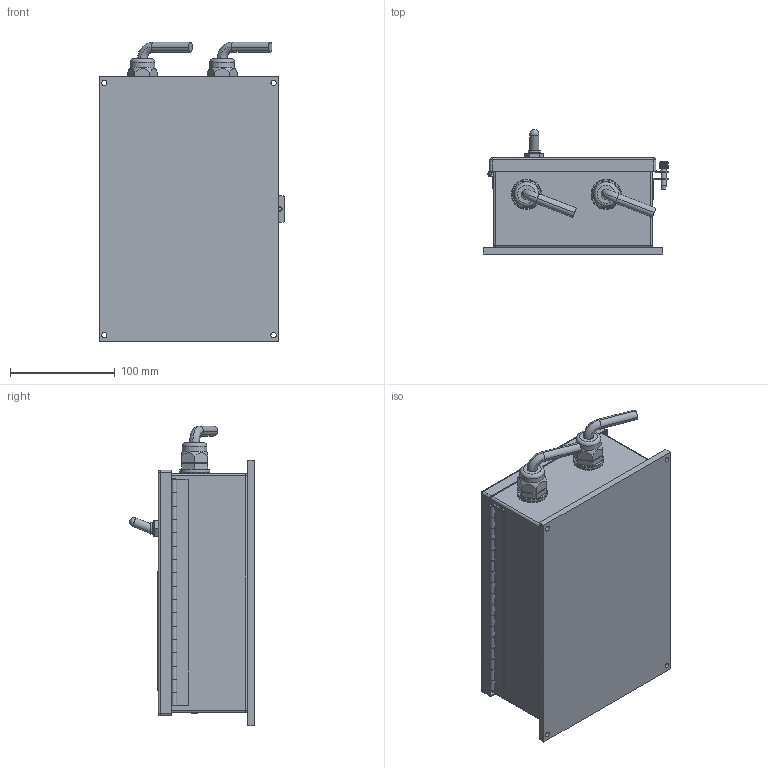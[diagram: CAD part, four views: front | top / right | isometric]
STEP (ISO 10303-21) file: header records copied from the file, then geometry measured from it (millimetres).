
FILE_DESCRIPTION (( 'STEP AP214' ), '1' );
FILE_NAME ('pn 121-200-0781_model VF-3CE_without accel.STEP', '2026-02-27T15:25:47', ( '' ), ( '' ), 'SwSTEP 2.0', 'SolidWorks 2022', '' );
FILE_SCHEMA (( 'AUTOMOTIVE_DESIGN' ));
Length unit declared in the file: inch
Products named in the file (10): 112-000-0345-3D_DEFAULT; TOGGLE SWITCH_DEFAULT; KNOCKOUT .555_DEFAULT; pn 121-200-0781_model VF-3CE_without accel; 104-000-0108; 6X9X3.31-ENCLOSURE_DEFAULT; THUMB SCREW_DEFAULT; CORD GRIP .375_DEFAULT; 112-000-0353-3D_DEFAULT; CORD-SHORTR RAD_DEFAULT
Assembly tree (12 placements, depth 2):
  pn 121-200-0781_model VF-3CE_without accel
    6X9X3.31-ENCLOSURE_DEFAULT
    112-000-0345-3D_DEFAULT
    104-000-0108
    THUMB SCREW_DEFAULT
    TOGGLE SWITCH_DEFAULT
    KNOCKOUT .555_DEFAULT  x2
    CORD GRIP .375_DEFAULT  x2
    CORD-SHORTR RAD_DEFAULT  x2
    112-000-0353-3D_DEFAULT
Bounding box: 177.29 x 119.34 x 286.64 mm (x, y, z)
Volume: 505657.4 mm3; surface area: 422550.2 mm2
Topology: 12 solids, 12 shells, 1862 faces, 4948 edges, 3259 vertices
Faces by surface type: plane 1130, bspline 419, cylinder 273, torus 18, sphere 17, cone 5
Full cylindrical faces by diameter (mm): 0.859 x1, 2.381 x18, 3.002 x1, 3.554 x1, 3.797 x1, 4.762 x1, 4.763 x1, 5.055 x4, 7.244 x1, 8.636 x1, 9.525 x2, 11.43 x1, 14.097 x2, 22.323 x4, 23.419 x2, 28.651 x2, 28.905 x2
Entity records: 78921 total; most frequent: CARTESIAN_POINT 35045, ORIENTED_EDGE 9526, DIRECTION 7122, EDGE_CURVE 4763, VECTOR 3232, LINE 3232, VERTEX_POINT 3177, EDGE_LOOP 2074
